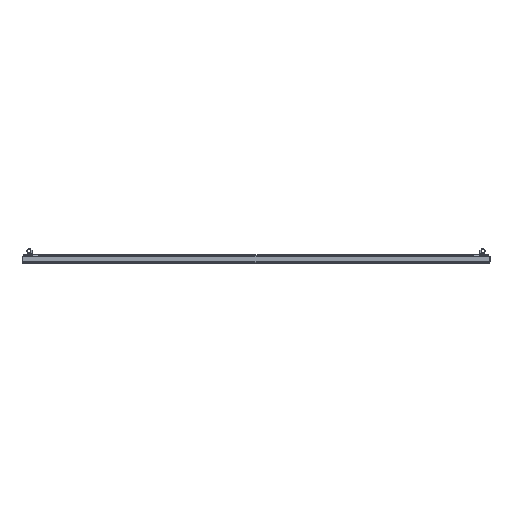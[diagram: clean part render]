
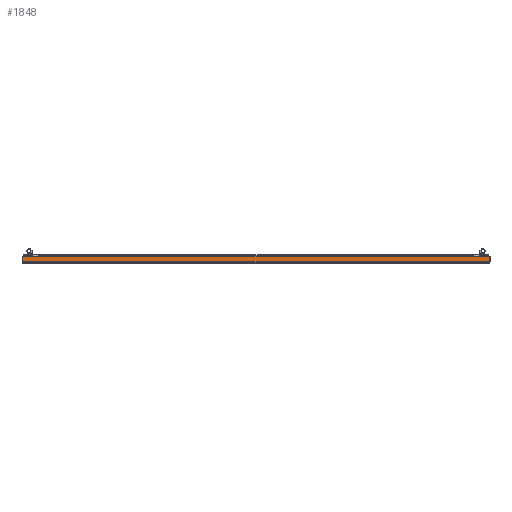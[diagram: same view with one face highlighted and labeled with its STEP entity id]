
A CAD part, front view. The second image highlights one B-rep face of the part: STEP entity #1848.
In plain terms, the highlighted planar face has unit normal (0, -1, 0).
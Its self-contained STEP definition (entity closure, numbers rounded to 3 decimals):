
#88 = VERTEX_POINT ( 'NONE', #10553 ) ;
#696 = DIRECTION ( 'NONE',  ( 0., 0., 1. ) ) ;
#1458 = CARTESIAN_POINT ( 'NONE',  ( -496.293, -998.5, 0. ) ) ;
#1848 = ADVANCED_FACE ( 'NONE', ( #13568 ), #14723, .F. ) ;
#1992 = CARTESIAN_POINT ( 'NONE',  ( -496.293, -998.5, 13.6 ) ) ;
#2109 = VECTOR ( 'NONE', #9047, 1000. ) ;
#2387 = LINE ( 'NONE', #13815, #2577 ) ;
#2573 = CARTESIAN_POINT ( 'NONE',  ( 496.293, -998.5, 0. ) ) ;
#2577 = VECTOR ( 'NONE', #6322, 1000. ) ;
#3076 = EDGE_CURVE ( 'NONE', #13875, #3139, #7423, .T. ) ;
#3139 = VERTEX_POINT ( 'NONE', #8787 ) ;
#3814 = ORIENTED_EDGE ( 'NONE', *, *, #8597, .F. ) ;
#4715 = LINE ( 'NONE', #1458, #2109 ) ;
#5718 = CARTESIAN_POINT ( 'NONE',  ( 496.293, -998.5, 2. ) ) ;
#5757 = DIRECTION ( 'NONE',  ( -1., 0., 0. ) ) ;
#5893 = VECTOR ( 'NONE', #5757, 1000. ) ;
#6322 = DIRECTION ( 'NONE',  ( -1., 0., 0. ) ) ;
#6580 = ORIENTED_EDGE ( 'NONE', *, *, #8689, .F. ) ;
#7112 = CARTESIAN_POINT ( 'NONE',  ( 0., -998.5, 0. ) ) ;
#7299 = VERTEX_POINT ( 'NONE', #1992 ) ;
#7423 = LINE ( 'NONE', #2573, #9956 ) ;
#8597 = EDGE_CURVE ( 'NONE', #13875, #88, #2387, .T. ) ;
#8689 = EDGE_CURVE ( 'NONE', #88, #7299, #4715, .T. ) ;
#8787 = CARTESIAN_POINT ( 'NONE',  ( 496.293, -998.5, 13.6 ) ) ;
#9047 = DIRECTION ( 'NONE',  ( 0., 0., 1. ) ) ;
#9956 = VECTOR ( 'NONE', #11266, 1000. ) ;
#10553 = CARTESIAN_POINT ( 'NONE',  ( -496.293, -998.5, 2. ) ) ;
#11266 = DIRECTION ( 'NONE',  ( 0., 0., 1. ) ) ;
#11418 = LINE ( 'NONE', #12039, #5893 ) ;
#11465 = AXIS2_PLACEMENT_3D ( 'NONE', #7112, #14832, #696 ) ;
#12039 = CARTESIAN_POINT ( 'NONE',  ( 0., -998.5, 13.6 ) ) ;
#13568 = FACE_OUTER_BOUND ( 'NONE', #13758, .T. ) ;
#13573 = ORIENTED_EDGE ( 'NONE', *, *, #3076, .T. ) ;
#13758 = EDGE_LOOP ( 'NONE', ( #3814, #13573, #14419, #6580 ) ) ;
#13815 = CARTESIAN_POINT ( 'NONE',  ( -498.4, -998.5, 2. ) ) ;
#13875 = VERTEX_POINT ( 'NONE', #5718 ) ;
#14386 = EDGE_CURVE ( 'NONE', #3139, #7299, #11418, .T. ) ;
#14419 = ORIENTED_EDGE ( 'NONE', *, *, #14386, .T. ) ;
#14723 = PLANE ( 'NONE',  #11465 ) ;
#14832 = DIRECTION ( 'NONE',  ( 0., 1., 0. ) ) ;
